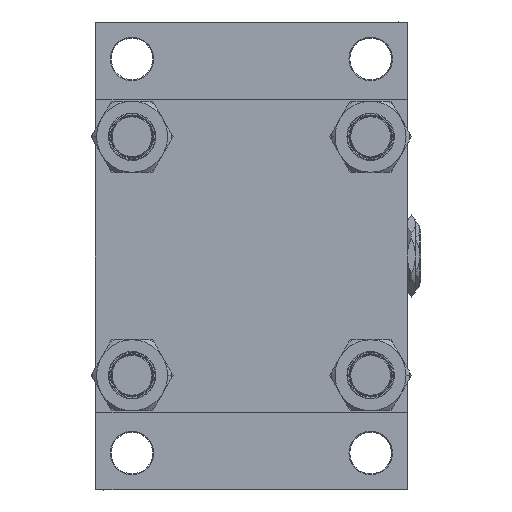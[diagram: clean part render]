
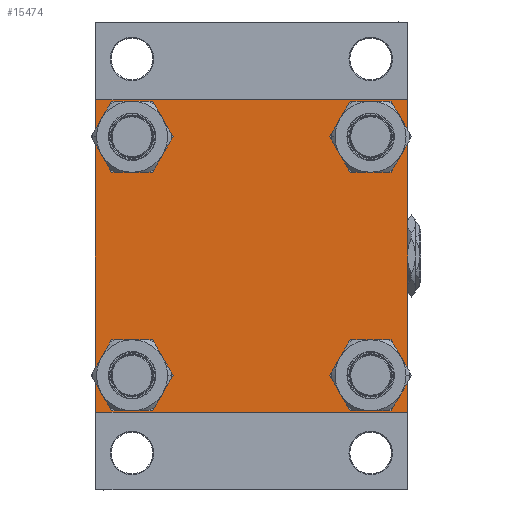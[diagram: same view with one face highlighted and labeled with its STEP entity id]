
A CAD part, left-side view. The second image highlights one B-rep face of the part: STEP entity #15474.
In plain terms, the highlighted planar face has unit normal (-1, 0, 0).
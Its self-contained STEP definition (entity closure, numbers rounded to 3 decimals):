
#261 = EDGE_CURVE ( 'NONE', #25523, #12879, #37563, .T. ) ;
#324 = VECTOR ( 'NONE', #39845, 1000. ) ;
#377 = DIRECTION ( 'NONE',  ( 1., 0., 0. ) ) ;
#458 = VERTEX_POINT ( 'NONE', #23314 ) ;
#698 = CIRCLE ( 'NONE', #42962, 11.5 ) ;
#712 = DIRECTION ( 'NONE',  ( 1., 0., 0. ) ) ;
#959 = ORIENTED_EDGE ( 'NONE', *, *, #33667, .T. ) ;
#1148 = ORIENTED_EDGE ( 'NONE', *, *, #38169, .T. ) ;
#1282 = CARTESIAN_POINT ( 'NONE',  ( 0., 82.25, 82.25 ) ) ;
#1426 = AXIS2_PLACEMENT_3D ( 'NONE', #14265, #25754, #49219 ) ;
#1888 = EDGE_CURVE ( 'NONE', #8393, #12731, #22381, .T. ) ;
#2178 = ORIENTED_EDGE ( 'NONE', *, *, #13707, .T. ) ;
#2407 = CARTESIAN_POINT ( 'NONE',  ( 0., -82., -82.5 ) ) ;
#2991 = VECTOR ( 'NONE', #34127, 1000. ) ;
#3769 = ORIENTED_EDGE ( 'NONE', *, *, #47668, .T. ) ;
#4465 = CIRCLE ( 'NONE', #9254, 11.5 ) ;
#5945 = ORIENTED_EDGE ( 'NONE', *, *, #35353, .T. ) ;
#6540 = DIRECTION ( 'NONE',  ( 0., 0., 1. ) ) ;
#7372 = EDGE_LOOP ( 'NONE', ( #25659, #38213 ) ) ;
#8041 = CARTESIAN_POINT ( 'NONE',  ( 0., -62.95, 62.95 ) ) ;
#8393 = VERTEX_POINT ( 'NONE', #2407 ) ;
#8410 = AXIS2_PLACEMENT_3D ( 'NONE', #21669, #40646, #32663 ) ;
#9254 = AXIS2_PLACEMENT_3D ( 'NONE', #38708, #34952, #35697 ) ;
#9304 = DIRECTION ( 'NONE',  ( -1., 0., 0. ) ) ;
#9683 = CARTESIAN_POINT ( 'NONE',  ( 0., -62.95, -51.45 ) ) ;
#10560 = CARTESIAN_POINT ( 'NONE',  ( 0., -62.95, 74.45 ) ) ;
#10661 = CARTESIAN_POINT ( 'NONE',  ( 0., -82.25, -82.25 ) ) ;
#10965 = CARTESIAN_POINT ( 'NONE',  ( 0., 62.95, -62.95 ) ) ;
#12170 = VERTEX_POINT ( 'NONE', #22350 ) ;
#12270 = CARTESIAN_POINT ( 'NONE',  ( 0., -62.95, -62.95 ) ) ;
#12489 = LINE ( 'NONE', #1282, #39797 ) ;
#12560 = CARTESIAN_POINT ( 'NONE',  ( 0., -62.95, -74.45 ) ) ;
#12731 = VERTEX_POINT ( 'NONE', #43163 ) ;
#12762 = EDGE_CURVE ( 'NONE', #39765, #34559, #48294, .T. ) ;
#12879 = VERTEX_POINT ( 'NONE', #26153 ) ;
#13707 = EDGE_CURVE ( 'NONE', #12170, #14490, #4465, .T. ) ;
#14265 = CARTESIAN_POINT ( 'NONE',  ( 0., -62.95, -62.95 ) ) ;
#14307 = ORIENTED_EDGE ( 'NONE', *, *, #24968, .T. ) ;
#14380 = CARTESIAN_POINT ( 'NONE',  ( 0., 62.95, 74.45 ) ) ;
#14490 = VERTEX_POINT ( 'NONE', #35822 ) ;
#14506 = EDGE_LOOP ( 'NONE', ( #14307, #16752, #1148, #18379, #21884, #27837, #44843, #5945 ) ) ;
#15000 = DIRECTION ( 'NONE',  ( 1., 0., 0. ) ) ;
#15474 = ADVANCED_FACE ( 'NONE', ( #31549, #46783, #28547, #21296, #24283 ), #43522, .T. ) ;
#16042 = ORIENTED_EDGE ( 'NONE', *, *, #26977, .T. ) ;
#16114 = LINE ( 'NONE', #42118, #26337 ) ;
#16665 = CARTESIAN_POINT ( 'NONE',  ( 0., -82.5, 82. ) ) ;
#16752 = ORIENTED_EDGE ( 'NONE', *, *, #20643, .T. ) ;
#17525 = VERTEX_POINT ( 'NONE', #10560 ) ;
#18135 = ORIENTED_EDGE ( 'NONE', *, *, #31870, .T. ) ;
#18291 = CARTESIAN_POINT ( 'NONE',  ( 0., 82., -82.5 ) ) ;
#18379 = ORIENTED_EDGE ( 'NONE', *, *, #1888, .T. ) ;
#18519 = DIRECTION ( 'NONE',  ( 0., 0., -1. ) ) ;
#18737 = AXIS2_PLACEMENT_3D ( 'NONE', #33985, #15000, #6540 ) ;
#19182 = CARTESIAN_POINT ( 'NONE',  ( 0., 82.5, 82. ) ) ;
#19264 = CARTESIAN_POINT ( 'NONE',  ( 0., 62.95, 51.45 ) ) ;
#20314 = CIRCLE ( 'NONE', #18737, 11.5 ) ;
#20590 = VERTEX_POINT ( 'NONE', #23237 ) ;
#20643 = EDGE_CURVE ( 'NONE', #458, #25912, #46465, .T. ) ;
#21296 = FACE_BOUND ( 'NONE', #7372, .T. ) ;
#21669 = CARTESIAN_POINT ( 'NONE',  ( 0., 62.95, 62.95 ) ) ;
#21673 = EDGE_CURVE ( 'NONE', #34559, #39765, #20314, .T. ) ;
#21884 = ORIENTED_EDGE ( 'NONE', *, *, #43235, .F. ) ;
#22350 = CARTESIAN_POINT ( 'NONE',  ( 0., 62.95, -51.45 ) ) ;
#22381 = LINE ( 'NONE', #10661, #29696 ) ;
#23237 = CARTESIAN_POINT ( 'NONE',  ( 0., 82., 82.5 ) ) ;
#23259 = DIRECTION ( 'NONE',  ( 0., 0., 1. ) ) ;
#23314 = CARTESIAN_POINT ( 'NONE',  ( 0., 82.5, -82. ) ) ;
#23752 = DIRECTION ( 'NONE',  ( 1., 0., 0. ) ) ;
#24283 = FACE_OUTER_BOUND ( 'NONE', #14506, .T. ) ;
#24462 = DIRECTION ( 'NONE',  ( 0., 0.707, -0.707 ) ) ;
#24531 = DIRECTION ( 'NONE',  ( 0., 0., 1. ) ) ;
#24968 = EDGE_CURVE ( 'NONE', #36871, #458, #29273, .T. ) ;
#25090 = LINE ( 'NONE', #28110, #324 ) ;
#25523 = VERTEX_POINT ( 'NONE', #16665 ) ;
#25586 = DIRECTION ( 'NONE',  ( 0., 0.707, 0.707 ) ) ;
#25659 = ORIENTED_EDGE ( 'NONE', *, *, #12762, .T. ) ;
#25754 = DIRECTION ( 'NONE',  ( 1., 0., 0. ) ) ;
#25912 = VERTEX_POINT ( 'NONE', #18291 ) ;
#26153 = CARTESIAN_POINT ( 'NONE',  ( 0., -82., 82.5 ) ) ;
#26253 = CARTESIAN_POINT ( 'NONE',  ( 0., 82.25, -82.25 ) ) ;
#26337 = VECTOR ( 'NONE', #34355, 1000. ) ;
#26977 = EDGE_CURVE ( 'NONE', #17525, #30825, #39661, .T. ) ;
#27189 = EDGE_CURVE ( 'NONE', #20590, #12879, #34858, .T. ) ;
#27837 = ORIENTED_EDGE ( 'NONE', *, *, #261, .T. ) ;
#28110 = CARTESIAN_POINT ( 'NONE',  ( 0., -82.5, 82.5 ) ) ;
#28246 = CIRCLE ( 'NONE', #29857, 11.5 ) ;
#28547 = FACE_BOUND ( 'NONE', #28842, .T. ) ;
#28842 = EDGE_LOOP ( 'NONE', ( #2178, #3769 ) ) ;
#29273 = LINE ( 'NONE', #40747, #42013 ) ;
#29352 = AXIS2_PLACEMENT_3D ( 'NONE', #39531, #9304, #24531 ) ;
#29582 = CARTESIAN_POINT ( 'NONE',  ( 0., -82.25, 82.25 ) ) ;
#29696 = VECTOR ( 'NONE', #29885, 1000. ) ;
#29857 = AXIS2_PLACEMENT_3D ( 'NONE', #10965, #712, #49384 ) ;
#29885 = DIRECTION ( 'NONE',  ( 0., -0.707, 0.707 ) ) ;
#30825 = VERTEX_POINT ( 'NONE', #48233 ) ;
#31549 = FACE_BOUND ( 'NONE', #48590, .T. ) ;
#31774 = CIRCLE ( 'NONE', #34144, 11.5 ) ;
#31870 = EDGE_CURVE ( 'NONE', #37274, #45689, #33303, .T. ) ;
#32663 = DIRECTION ( 'NONE',  ( 0., 0., 1. ) ) ;
#32697 = EDGE_CURVE ( 'NONE', #45689, #37274, #31774, .T. ) ;
#33032 = VECTOR ( 'NONE', #37732, 1000. ) ;
#33303 = CIRCLE ( 'NONE', #1426, 11.5 ) ;
#33667 = EDGE_CURVE ( 'NONE', #30825, #17525, #698, .T. ) ;
#33985 = CARTESIAN_POINT ( 'NONE',  ( 0., 62.95, 62.95 ) ) ;
#34127 = DIRECTION ( 'NONE',  ( 0., -1., 0. ) ) ;
#34144 = AXIS2_PLACEMENT_3D ( 'NONE', #12270, #23752, #23259 ) ;
#34355 = DIRECTION ( 'NONE',  ( 0., -1., 0. ) ) ;
#34559 = VERTEX_POINT ( 'NONE', #19264 ) ;
#34858 = LINE ( 'NONE', #38611, #2991 ) ;
#34952 = DIRECTION ( 'NONE',  ( 1., 0., 0. ) ) ;
#35353 = EDGE_CURVE ( 'NONE', #20590, #36871, #12489, .T. ) ;
#35697 = DIRECTION ( 'NONE',  ( 0., 0., 1. ) ) ;
#35822 = CARTESIAN_POINT ( 'NONE',  ( 0., 62.95, -74.45 ) ) ;
#36871 = VERTEX_POINT ( 'NONE', #19182 ) ;
#37274 = VERTEX_POINT ( 'NONE', #12560 ) ;
#37563 = LINE ( 'NONE', #29582, #41588 ) ;
#37732 = DIRECTION ( 'NONE',  ( 0., -0.707, -0.707 ) ) ;
#38169 = EDGE_CURVE ( 'NONE', #25912, #8393, #16114, .T. ) ;
#38213 = ORIENTED_EDGE ( 'NONE', *, *, #21673, .T. ) ;
#38239 = ORIENTED_EDGE ( 'NONE', *, *, #32697, .T. ) ;
#38611 = CARTESIAN_POINT ( 'NONE',  ( 0., 82.5, 82.5 ) ) ;
#38708 = CARTESIAN_POINT ( 'NONE',  ( 0., 62.95, -62.95 ) ) ;
#39244 = DIRECTION ( 'NONE',  ( 0., 0., 1. ) ) ;
#39531 = CARTESIAN_POINT ( 'NONE',  ( 0., 0., 0. ) ) ;
#39661 = CIRCLE ( 'NONE', #46044, 11.5 ) ;
#39765 = VERTEX_POINT ( 'NONE', #14380 ) ;
#39797 = VECTOR ( 'NONE', #24462, 1000. ) ;
#39845 = DIRECTION ( 'NONE',  ( 0., 0., -1. ) ) ;
#40646 = DIRECTION ( 'NONE',  ( 1., 0., 0. ) ) ;
#40747 = CARTESIAN_POINT ( 'NONE',  ( 0., 82.5, 82.5 ) ) ;
#41588 = VECTOR ( 'NONE', #25586, 1000. ) ;
#42013 = VECTOR ( 'NONE', #18519, 1000. ) ;
#42118 = CARTESIAN_POINT ( 'NONE',  ( 0., 82.5, -82.5 ) ) ;
#42962 = AXIS2_PLACEMENT_3D ( 'NONE', #8041, #42992, #39244 ) ;
#42992 = DIRECTION ( 'NONE',  ( 1., 0., 0. ) ) ;
#43163 = CARTESIAN_POINT ( 'NONE',  ( 0., -82.5, -82. ) ) ;
#43235 = EDGE_CURVE ( 'NONE', #25523, #12731, #25090, .T. ) ;
#43522 = PLANE ( 'NONE',  #29352 ) ;
#44843 = ORIENTED_EDGE ( 'NONE', *, *, #27189, .F. ) ;
#45689 = VERTEX_POINT ( 'NONE', #9683 ) ;
#46044 = AXIS2_PLACEMENT_3D ( 'NONE', #49296, #377, #46062 ) ;
#46062 = DIRECTION ( 'NONE',  ( 0., 0., 1. ) ) ;
#46465 = LINE ( 'NONE', #26253, #33032 ) ;
#46783 = FACE_BOUND ( 'NONE', #48266, .T. ) ;
#47668 = EDGE_CURVE ( 'NONE', #14490, #12170, #28246, .T. ) ;
#48233 = CARTESIAN_POINT ( 'NONE',  ( 0., -62.95, 51.45 ) ) ;
#48266 = EDGE_LOOP ( 'NONE', ( #38239, #18135 ) ) ;
#48294 = CIRCLE ( 'NONE', #8410, 11.5 ) ;
#48590 = EDGE_LOOP ( 'NONE', ( #16042, #959 ) ) ;
#49219 = DIRECTION ( 'NONE',  ( 0., 0., 1. ) ) ;
#49296 = CARTESIAN_POINT ( 'NONE',  ( 0., -62.95, 62.95 ) ) ;
#49384 = DIRECTION ( 'NONE',  ( 0., 0., 1. ) ) ;
